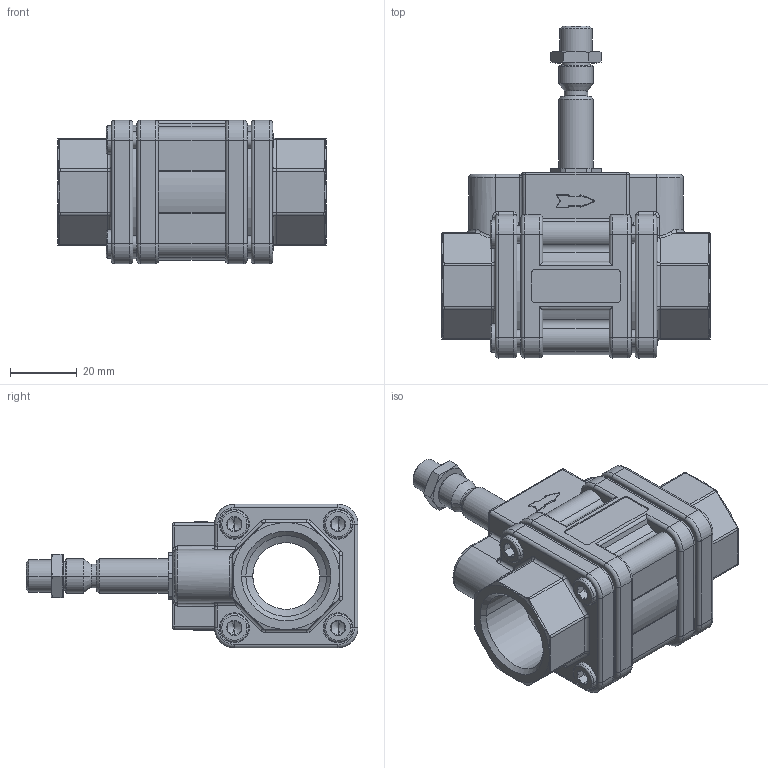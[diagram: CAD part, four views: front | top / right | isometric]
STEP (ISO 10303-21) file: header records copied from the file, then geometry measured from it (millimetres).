
FILE_DESCRIPTION((''),'2;1');
FILE_NAME('EGV-111-B96-3-4XX-00','2013-05-22T',('avs330'),(''),'PRO/ENGINEER BY PARAMETRIC TECHNOLOGY CORPORATION, 2010430','PRO/ENGINEER BY PARAMETRIC TECHNOLOGY CORPORATION, 2010430','');
FILE_SCHEMA(('CONFIG_CONTROL_DESIGN'));
Length unit declared in the file: millimetre
Products named in the file (1): EGV-111-B96-3-4XX-00
Bounding box: 80.4 x 99.48 x 43 mm (x, y, z)
Volume: 101042 mm3; surface area: 30743.9 mm2
Topology: 2 solids, 2 shells, 690 faces, 1778 edges, 1088 vertices
Faces by surface type: cylinder 258, plane 145, cone 116, torus 83, sphere 58, bspline 30
Entity records: 23036 total; most frequent: CARTESIAN_POINT 6321, DIRECTION 3589, ORIENTED_EDGE 3532, EDGE_CURVE 1766, AXIS2_PLACEMENT_3D 1473, VERTEX_POINT 1088, CIRCLE 813, EDGE_LOOP 722
